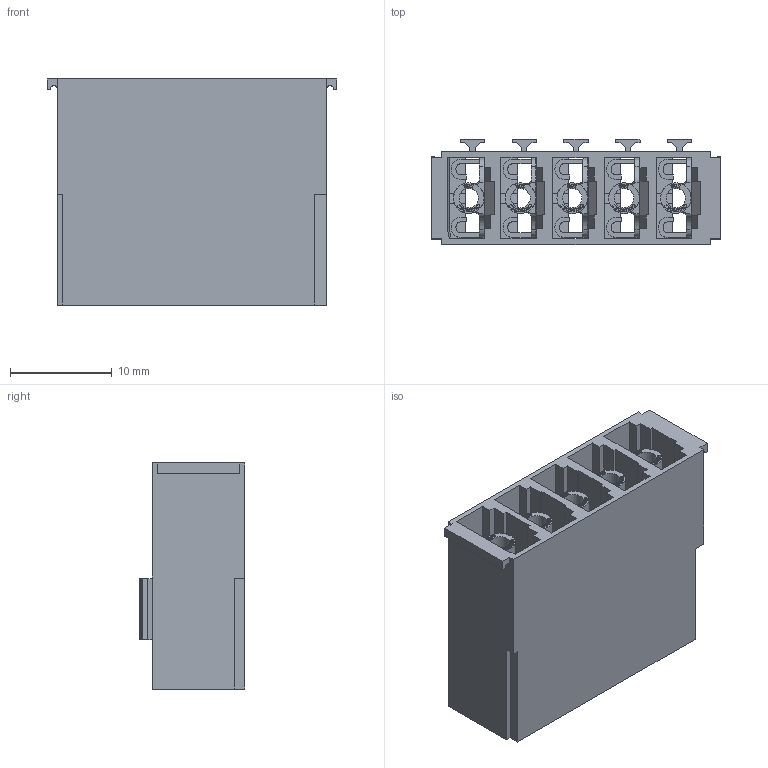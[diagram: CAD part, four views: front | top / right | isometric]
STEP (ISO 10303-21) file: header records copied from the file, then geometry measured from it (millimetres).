
FILE_DESCRIPTION(('STEP AP214'),'1');
FILE_NAME('SRF05-5,08.stp','2021-07-01T10:22:54',(' '),(' '),'Spatial InterOp 3D',' ',' ');
FILE_SCHEMA(('AUTOMOTIVE_DESIGN { 1 0 10303 214 1 1 1 1 }'));
Length unit declared in the file: metre
Products named in the file (1): 1625142434
Bounding box: 28.4 x 10.34 x 22.18 mm (x, y, z)
Volume: 2530.3 mm3; surface area: 7403.5 mm2
Topology: 1 solids, 1 shells, 2357 faces, 6784 edges, 4509 vertices
Faces by surface type: extrusion 1165, plane 1085, cylinder 97, bspline 10
Full cylindrical faces by diameter (mm): 1.9 x5, 2 x5, 3 x5
Entity records: 97698 total; most frequent: CARTESIAN_POINT 21431, ORIENTED_EDGE 13538, DIRECTION 8174, EDGE_CURVE 6769, VECTOR 5360, VERTEX_POINT 4509, LINE 4195, B_SPLINE_CURVE_WITH_KNOTS 3510
